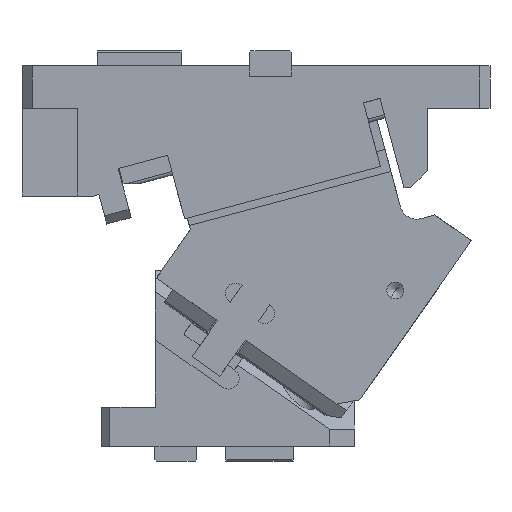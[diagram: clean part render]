
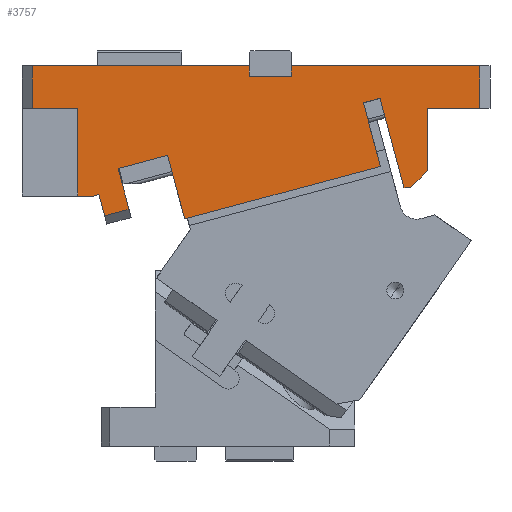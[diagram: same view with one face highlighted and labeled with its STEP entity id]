
A CAD part, front view. The second image highlights one B-rep face of the part: STEP entity #3757.
In plain terms, the highlighted planar face has unit normal (0, -1, 0).
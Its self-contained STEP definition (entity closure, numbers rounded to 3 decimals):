
#578=CARTESIAN_POINT('Vertex',(-259.99,-42.5,103.46)) ;
#581=CARTESIAN_POINT('Line Origine',(-195.74,-42.5,103.46)) ;
#585=CARTESIAN_POINT('Vertex',(-131.49,-42.5,103.46)) ;
#1093=CARTESIAN_POINT('Line Origine',(-131.49,-42.5,100.46)) ;
#1097=CARTESIAN_POINT('Vertex',(-131.49,-42.5,97.46)) ;
#1112=CARTESIAN_POINT('Line Origine',(-118.99,-42.5,97.46)) ;
#1116=CARTESIAN_POINT('Vertex',(-106.49,-42.5,97.46)) ;
#1131=CARTESIAN_POINT('Line Origine',(-106.49,-42.5,100.46)) ;
#1135=CARTESIAN_POINT('Vertex',(-106.49,-42.5,103.46)) ;
#1195=CARTESIAN_POINT('Line Origine',(-50.74,-42.5,103.46)) ;
#1199=CARTESIAN_POINT('Vertex',(5.01,-42.5,103.46)) ;
#1574=CARTESIAN_POINT('Vertex',(-169.739,-42.5,12.901)) ;
#1577=CARTESIAN_POINT('Line Origine',(-174.786,-42.5,31.737)) ;
#1581=CARTESIAN_POINT('Vertex',(-179.833,-42.5,50.573)) ;
#1919=CARTESIAN_POINT('Vertex',(-39.929,-42.5,31.46)) ;
#1922=CARTESIAN_POINT('Line Origine',(-47.004,-42.5,57.864)) ;
#1926=CARTESIAN_POINT('Vertex',(-54.079,-42.5,84.268)) ;
#1966=CARTESIAN_POINT('Vertex',(-35.99,-42.5,31.46)) ;
#1969=CARTESIAN_POINT('Line Origine',(-37.96,-42.5,31.46)) ;
#1997=CARTESIAN_POINT('Vertex',(-25.99,-42.5,41.46)) ;
#2000=CARTESIAN_POINT('Line Origine',(-30.99,-42.5,36.46)) ;
#2017=CARTESIAN_POINT('Line Origine',(-25.99,-42.5,59.96)) ;
#2021=CARTESIAN_POINT('Vertex',(-25.99,-42.5,78.46)) ;
#2048=CARTESIAN_POINT('Line Origine',(-111.784,-42.5,28.431)) ;
#2052=CARTESIAN_POINT('Vertex',(-53.828,-42.5,43.96)) ;
#2241=CARTESIAN_POINT('Line Origine',(-58.875,-42.5,62.795)) ;
#2245=CARTESIAN_POINT('Vertex',(-63.922,-42.5,81.631)) ;
#2390=CARTESIAN_POINT('Line Origine',(5.01,-42.5,90.96)) ;
#2394=CARTESIAN_POINT('Vertex',(5.01,-42.5,78.46)) ;
#2877=CARTESIAN_POINT('Line Origine',(-10.49,-42.5,78.46)) ;
#3087=CARTESIAN_POINT('Line Origine',(-259.99,-42.5,90.96)) ;
#3091=CARTESIAN_POINT('Vertex',(-259.99,-42.5,78.46)) ;
#3264=CARTESIAN_POINT('Vertex',(-202.64,-42.5,18.58)) ;
#3294=CARTESIAN_POINT('Vertex',(-209.11,-42.5,42.728)) ;
#3297=CARTESIAN_POINT('Line Origine',(-205.875,-42.5,30.654)) ;
#3316=CARTESIAN_POINT('Line Origine',(-209.884,-42.5,16.639)) ;
#3320=CARTESIAN_POINT('Vertex',(-217.129,-42.5,14.697)) ;
#3401=CARTESIAN_POINT('Vertex',(-220.493,-42.5,27.254)) ;
#3409=CARTESIAN_POINT('Line Origine',(-218.811,-42.5,20.976)) ;
#3423=CARTESIAN_POINT('Line Origine',(-221.976,-42.5,26.857)) ;
#3427=CARTESIAN_POINT('Vertex',(-223.458,-42.5,26.46)) ;
#3458=CARTESIAN_POINT('Vertex',(-232.99,-42.5,26.46)) ;
#3466=CARTESIAN_POINT('Line Origine',(-228.224,-42.5,26.46)) ;
#3491=CARTESIAN_POINT('Line Origine',(-232.99,-42.5,52.46)) ;
#3495=CARTESIAN_POINT('Vertex',(-232.99,-42.5,78.46)) ;
#3697=CARTESIAN_POINT('Line Origine',(-246.49,-42.5,78.46)) ;
#3716=CARTESIAN_POINT('Axis2P3D Location',(0.,-42.5,0.)) ;
#3721=CARTESIAN_POINT('Line Origine',(-194.472,-42.5,46.65)) ;
#3726=CARTESIAN_POINT('Line Origine',(-59.001,-42.5,82.95)) ;
#582=DIRECTION('Vector Direction',(-1.,0.,0.)) ;
#1094=DIRECTION('Vector Direction',(0.,0.,1.)) ;
#1113=DIRECTION('Vector Direction',(-1.,0.,0.)) ;
#1132=DIRECTION('Vector Direction',(0.,0.,1.)) ;
#1196=DIRECTION('Vector Direction',(-1.,0.,0.)) ;
#1578=DIRECTION('Vector Direction',(0.259,0.,-0.966)) ;
#1923=DIRECTION('Vector Direction',(-0.259,0.,0.966)) ;
#1970=DIRECTION('Vector Direction',(1.,0.,0.)) ;
#2001=DIRECTION('Vector Direction',(0.707,0.,0.707)) ;
#2018=DIRECTION('Vector Direction',(0.,0.,-1.)) ;
#2049=DIRECTION('Vector Direction',(0.966,0.,0.259)) ;
#2242=DIRECTION('Vector Direction',(-0.259,0.,0.966)) ;
#2391=DIRECTION('Vector Direction',(0.,0.,1.)) ;
#2878=DIRECTION('Vector Direction',(-1.,0.,0.)) ;
#3088=DIRECTION('Vector Direction',(0.,0.,-1.)) ;
#3298=DIRECTION('Vector Direction',(0.259,0.,-0.966)) ;
#3317=DIRECTION('Vector Direction',(0.966,0.,0.259)) ;
#3410=DIRECTION('Vector Direction',(0.259,0.,-0.966)) ;
#3424=DIRECTION('Vector Direction',(0.966,0.,0.259)) ;
#3467=DIRECTION('Vector Direction',(-1.,0.,0.)) ;
#3492=DIRECTION('Vector Direction',(0.,0.,1.)) ;
#3698=DIRECTION('Vector Direction',(-1.,0.,0.)) ;
#3717=DIRECTION('Axis2P3D Direction',(0.,1.,0.)) ;
#3718=DIRECTION('Axis2P3D XDirection',(0.,0.,1.)) ;
#3722=DIRECTION('Vector Direction',(0.966,0.,0.259)) ;
#3727=DIRECTION('Vector Direction',(0.966,0.,0.259)) ;
#3719=AXIS2_PLACEMENT_3D('Plane Axis2P3D',#3716,#3717,#3718) ;
#3732=ORIENTED_EDGE('',*,*,#2396,.T.) ;
#3733=ORIENTED_EDGE('',*,*,#1201,.T.) ;
#3734=ORIENTED_EDGE('',*,*,#1137,.F.) ;
#3735=ORIENTED_EDGE('',*,*,#1118,.T.) ;
#3736=ORIENTED_EDGE('',*,*,#1099,.T.) ;
#3737=ORIENTED_EDGE('',*,*,#587,.T.) ;
#3738=ORIENTED_EDGE('',*,*,#3093,.T.) ;
#3739=ORIENTED_EDGE('',*,*,#3701,.F.) ;
#3740=ORIENTED_EDGE('',*,*,#3497,.F.) ;
#3741=ORIENTED_EDGE('',*,*,#3470,.F.) ;
#3742=ORIENTED_EDGE('',*,*,#3429,.T.) ;
#3743=ORIENTED_EDGE('',*,*,#3413,.T.) ;
#3744=ORIENTED_EDGE('',*,*,#3322,.T.) ;
#3745=ORIENTED_EDGE('',*,*,#3301,.F.) ;
#3746=ORIENTED_EDGE('',*,*,#3725,.T.) ;
#3747=ORIENTED_EDGE('',*,*,#1583,.T.) ;
#3748=ORIENTED_EDGE('',*,*,#2054,.T.) ;
#3749=ORIENTED_EDGE('',*,*,#2247,.T.) ;
#3750=ORIENTED_EDGE('',*,*,#3730,.T.) ;
#3751=ORIENTED_EDGE('',*,*,#1928,.F.) ;
#3752=ORIENTED_EDGE('',*,*,#1973,.T.) ;
#3753=ORIENTED_EDGE('',*,*,#2004,.T.) ;
#3754=ORIENTED_EDGE('',*,*,#2023,.F.) ;
#3755=ORIENTED_EDGE('',*,*,#2881,.F.) ;
#583=VECTOR('Line Direction',#582,1.) ;
#1095=VECTOR('Line Direction',#1094,1.) ;
#1114=VECTOR('Line Direction',#1113,1.) ;
#1133=VECTOR('Line Direction',#1132,1.) ;
#1197=VECTOR('Line Direction',#1196,1.) ;
#1579=VECTOR('Line Direction',#1578,1.) ;
#1924=VECTOR('Line Direction',#1923,1.) ;
#1971=VECTOR('Line Direction',#1970,1.) ;
#2002=VECTOR('Line Direction',#2001,1.) ;
#2019=VECTOR('Line Direction',#2018,1.) ;
#2050=VECTOR('Line Direction',#2049,1.) ;
#2243=VECTOR('Line Direction',#2242,1.) ;
#2392=VECTOR('Line Direction',#2391,1.) ;
#2879=VECTOR('Line Direction',#2878,1.) ;
#3089=VECTOR('Line Direction',#3088,1.) ;
#3299=VECTOR('Line Direction',#3298,1.) ;
#3318=VECTOR('Line Direction',#3317,1.) ;
#3411=VECTOR('Line Direction',#3410,1.) ;
#3425=VECTOR('Line Direction',#3424,1.) ;
#3468=VECTOR('Line Direction',#3467,1.) ;
#3493=VECTOR('Line Direction',#3492,1.) ;
#3699=VECTOR('Line Direction',#3698,1.) ;
#3723=VECTOR('Line Direction',#3722,1.) ;
#3728=VECTOR('Line Direction',#3727,1.) ;
#3757=ADVANCED_FACE('CAM HOLDER',(#3756),#3720,.F.) ;
#587=EDGE_CURVE('',#586,#579,#584,.T.) ;
#1099=EDGE_CURVE('',#1098,#586,#1096,.T.) ;
#1118=EDGE_CURVE('',#1117,#1098,#1115,.T.) ;
#1137=EDGE_CURVE('',#1117,#1136,#1134,.T.) ;
#1201=EDGE_CURVE('',#1200,#1136,#1198,.T.) ;
#1583=EDGE_CURVE('',#1582,#1575,#1580,.T.) ;
#1928=EDGE_CURVE('',#1920,#1927,#1925,.T.) ;
#1973=EDGE_CURVE('',#1920,#1967,#1972,.T.) ;
#2004=EDGE_CURVE('',#1967,#1998,#2003,.T.) ;
#2023=EDGE_CURVE('',#2022,#1998,#2020,.T.) ;
#2054=EDGE_CURVE('',#1575,#2053,#2051,.T.) ;
#2247=EDGE_CURVE('',#2053,#2246,#2244,.T.) ;
#2396=EDGE_CURVE('',#2395,#1200,#2393,.T.) ;
#2881=EDGE_CURVE('',#2395,#2022,#2880,.T.) ;
#3093=EDGE_CURVE('',#579,#3092,#3090,.T.) ;
#3301=EDGE_CURVE('',#3295,#3265,#3300,.T.) ;
#3322=EDGE_CURVE('',#3321,#3265,#3319,.T.) ;
#3413=EDGE_CURVE('',#3402,#3321,#3412,.T.) ;
#3429=EDGE_CURVE('',#3428,#3402,#3426,.T.) ;
#3470=EDGE_CURVE('',#3428,#3459,#3469,.T.) ;
#3497=EDGE_CURVE('',#3459,#3496,#3494,.T.) ;
#3701=EDGE_CURVE('',#3496,#3092,#3700,.T.) ;
#3725=EDGE_CURVE('',#3295,#1582,#3724,.T.) ;
#3730=EDGE_CURVE('',#2246,#1927,#3729,.T.) ;
#3731=EDGE_LOOP('',(#3732,#3733,#3734,#3735,#3736,#3737,#3738,#3739,#3740,#3741,#3742,#3743,#3744,#3745,#3746,#3747,#3748,#3749,#3750,#3751,#3752,#3753,#3754,#3755)) ;
#3756=FACE_OUTER_BOUND('',#3731,.T.) ;
#584=LINE('Line',#581,#583) ;
#1096=LINE('Line',#1093,#1095) ;
#1115=LINE('Line',#1112,#1114) ;
#1134=LINE('Line',#1131,#1133) ;
#1198=LINE('Line',#1195,#1197) ;
#1580=LINE('Line',#1577,#1579) ;
#1925=LINE('Line',#1922,#1924) ;
#1972=LINE('Line',#1969,#1971) ;
#2003=LINE('Line',#2000,#2002) ;
#2020=LINE('Line',#2017,#2019) ;
#2051=LINE('Line',#2048,#2050) ;
#2244=LINE('Line',#2241,#2243) ;
#2393=LINE('Line',#2390,#2392) ;
#2880=LINE('Line',#2877,#2879) ;
#3090=LINE('Line',#3087,#3089) ;
#3300=LINE('Line',#3297,#3299) ;
#3319=LINE('Line',#3316,#3318) ;
#3412=LINE('Line',#3409,#3411) ;
#3426=LINE('Line',#3423,#3425) ;
#3469=LINE('Line',#3466,#3468) ;
#3494=LINE('Line',#3491,#3493) ;
#3700=LINE('Line',#3697,#3699) ;
#3724=LINE('Line',#3721,#3723) ;
#3729=LINE('Line',#3726,#3728) ;
#3720=PLANE('Plane',#3719) ;
#579=VERTEX_POINT('',#578) ;
#586=VERTEX_POINT('',#585) ;
#1098=VERTEX_POINT('',#1097) ;
#1117=VERTEX_POINT('',#1116) ;
#1136=VERTEX_POINT('',#1135) ;
#1200=VERTEX_POINT('',#1199) ;
#1575=VERTEX_POINT('',#1574) ;
#1582=VERTEX_POINT('',#1581) ;
#1920=VERTEX_POINT('',#1919) ;
#1927=VERTEX_POINT('',#1926) ;
#1967=VERTEX_POINT('',#1966) ;
#1998=VERTEX_POINT('',#1997) ;
#2022=VERTEX_POINT('',#2021) ;
#2053=VERTEX_POINT('',#2052) ;
#2246=VERTEX_POINT('',#2245) ;
#2395=VERTEX_POINT('',#2394) ;
#3092=VERTEX_POINT('',#3091) ;
#3265=VERTEX_POINT('',#3264) ;
#3295=VERTEX_POINT('',#3294) ;
#3321=VERTEX_POINT('',#3320) ;
#3402=VERTEX_POINT('',#3401) ;
#3428=VERTEX_POINT('',#3427) ;
#3459=VERTEX_POINT('',#3458) ;
#3496=VERTEX_POINT('',#3495) ;
